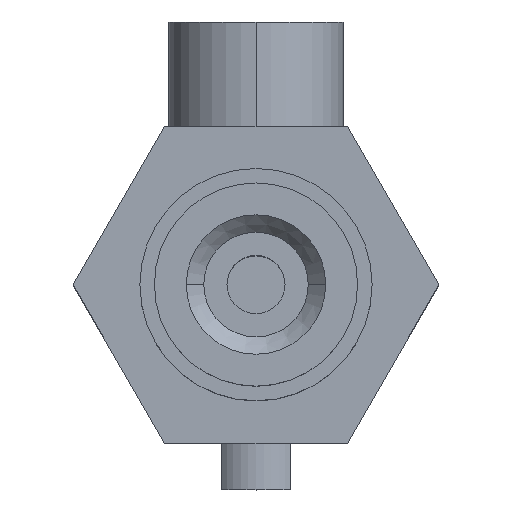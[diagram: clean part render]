
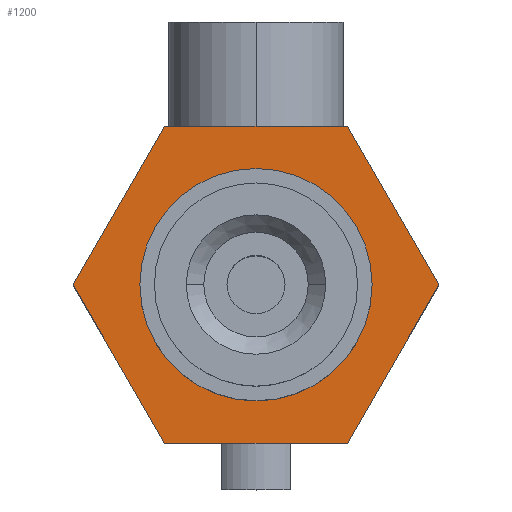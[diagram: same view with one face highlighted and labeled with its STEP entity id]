
A CAD part, top view. The second image highlights one B-rep face of the part: STEP entity #1200.
In plain terms, the highlighted planar face has unit normal (0, 0, 1).
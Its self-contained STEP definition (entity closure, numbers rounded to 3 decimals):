
#19 = EDGE_LOOP ( 'NONE', ( #1173, #502 ) ) ;
#22 = CARTESIAN_POINT ( 'NONE',  ( 10., 0., 20. ) ) ;
#23 = CARTESIAN_POINT ( 'NONE',  ( 0., 0., 20. ) ) ;
#31 = EDGE_LOOP ( 'NONE', ( #357, #346, #689, #1040, #538, #654 ) ) ;
#38 = CARTESIAN_POINT ( 'NONE',  ( 15.75, 0., 20. ) ) ;
#43 = AXIS2_PLACEMENT_3D ( 'NONE', #244, #1003, #540 ) ;
#80 = EDGE_CURVE ( 'NONE', #205, #112, #385, .T. ) ;
#86 = AXIS2_PLACEMENT_3D ( 'NONE', #529, #240, #330 ) ;
#112 = VERTEX_POINT ( 'NONE', #599 ) ;
#119 = DIRECTION ( 'NONE',  ( -1., 0., 0. ) ) ;
#120 = EDGE_CURVE ( 'NONE', #762, #744, #882, .T. ) ;
#133 = EDGE_CURVE ( 'NONE', #871, #510, #436, .T. ) ;
#147 = DIRECTION ( 'NONE',  ( 0.5, 0.866, 0. ) ) ;
#150 = DIRECTION ( 'NONE',  ( -1., 0., 0. ) ) ;
#152 = LINE ( 'NONE', #254, #1119 ) ;
#153 = CARTESIAN_POINT ( 'NONE',  ( -10., 0., 20. ) ) ;
#173 = VECTOR ( 'NONE', #147, 1000. ) ;
#181 = EDGE_CURVE ( 'NONE', #985, #762, #152, .T. ) ;
#205 = VERTEX_POINT ( 'NONE', #1010 ) ;
#240 = DIRECTION ( 'NONE',  ( 0., 0., 1. ) ) ;
#244 = CARTESIAN_POINT ( 'NONE',  ( 0., 0., 20. ) ) ;
#254 = CARTESIAN_POINT ( 'NONE',  ( 7.875, 13.64, 20. ) ) ;
#259 = VECTOR ( 'NONE', #270, 1000. ) ;
#270 = DIRECTION ( 'NONE',  ( -0.5, -0.866, 0. ) ) ;
#277 = VECTOR ( 'NONE', #1066, 1000. ) ;
#288 = CARTESIAN_POINT ( 'NONE',  ( 15.75, 0., 20. ) ) ;
#302 = EDGE_CURVE ( 'NONE', #744, #1217, #881, .T. ) ;
#330 = DIRECTION ( 'NONE',  ( 1., 0., 0. ) ) ;
#346 = ORIENTED_EDGE ( 'NONE', *, *, #647, .T. ) ;
#357 = ORIENTED_EDGE ( 'NONE', *, *, #302, .T. ) ;
#363 = DIRECTION ( 'NONE',  ( -0.5, 0.866, 0. ) ) ;
#372 = VECTOR ( 'NONE', #433, 1000. ) ;
#385 = LINE ( 'NONE', #966, #277 ) ;
#433 = DIRECTION ( 'NONE',  ( 0.5, -0.866, 0. ) ) ;
#436 = CIRCLE ( 'NONE', #43, 10. ) ;
#443 = CARTESIAN_POINT ( 'NONE',  ( -15.75, 0., 20. ) ) ;
#502 = ORIENTED_EDGE ( 'NONE', *, *, #600, .F. ) ;
#510 = VERTEX_POINT ( 'NONE', #22 ) ;
#526 = PLANE ( 'NONE',  #536 ) ;
#529 = CARTESIAN_POINT ( 'NONE',  ( 0., 0., 20. ) ) ;
#536 = AXIS2_PLACEMENT_3D ( 'NONE', #23, #707, #119 ) ;
#538 = ORIENTED_EDGE ( 'NONE', *, *, #181, .T. ) ;
#540 = DIRECTION ( 'NONE',  ( 1., 0., 0. ) ) ;
#545 = CARTESIAN_POINT ( 'NONE',  ( -7.875, 13.64, 20. ) ) ;
#599 = CARTESIAN_POINT ( 'NONE',  ( 7.875, -13.64, 20. ) ) ;
#600 = EDGE_CURVE ( 'NONE', #510, #871, #809, .T. ) ;
#641 = EDGE_CURVE ( 'NONE', #112, #985, #1187, .T. ) ;
#647 = EDGE_CURVE ( 'NONE', #1217, #205, #1019, .T. ) ;
#654 = ORIENTED_EDGE ( 'NONE', *, *, #120, .T. ) ;
#689 = ORIENTED_EDGE ( 'NONE', *, *, #80, .T. ) ;
#707 = DIRECTION ( 'NONE',  ( 0., 0., -1. ) ) ;
#728 = FACE_BOUND ( 'NONE', #19, .T. ) ;
#742 = CARTESIAN_POINT ( 'NONE',  ( -15.75, 0., 20. ) ) ;
#744 = VERTEX_POINT ( 'NONE', #1013 ) ;
#762 = VERTEX_POINT ( 'NONE', #810 ) ;
#774 = FACE_OUTER_BOUND ( 'NONE', #31, .T. ) ;
#809 = CIRCLE ( 'NONE', #86, 10. ) ;
#810 = CARTESIAN_POINT ( 'NONE',  ( 7.875, 13.64, 20. ) ) ;
#871 = VERTEX_POINT ( 'NONE', #153 ) ;
#881 = LINE ( 'NONE', #742, #259 ) ;
#882 = LINE ( 'NONE', #545, #923 ) ;
#923 = VECTOR ( 'NONE', #150, 1000. ) ;
#966 = CARTESIAN_POINT ( 'NONE',  ( 7.875, -13.64, 20. ) ) ;
#984 = CARTESIAN_POINT ( 'NONE',  ( -7.875, -13.64, 20. ) ) ;
#985 = VERTEX_POINT ( 'NONE', #288 ) ;
#1003 = DIRECTION ( 'NONE',  ( 0., 0., 1. ) ) ;
#1010 = CARTESIAN_POINT ( 'NONE',  ( -7.875, -13.64, 20. ) ) ;
#1013 = CARTESIAN_POINT ( 'NONE',  ( -7.875, 13.64, 20. ) ) ;
#1019 = LINE ( 'NONE', #984, #372 ) ;
#1040 = ORIENTED_EDGE ( 'NONE', *, *, #641, .T. ) ;
#1066 = DIRECTION ( 'NONE',  ( 1., 0., 0. ) ) ;
#1119 = VECTOR ( 'NONE', #363, 1000. ) ;
#1173 = ORIENTED_EDGE ( 'NONE', *, *, #133, .F. ) ;
#1187 = LINE ( 'NONE', #38, #173 ) ;
#1200 = ADVANCED_FACE ( 'NONE', ( #728, #774 ), #526, .F. ) ;
#1217 = VERTEX_POINT ( 'NONE', #443 ) ;
